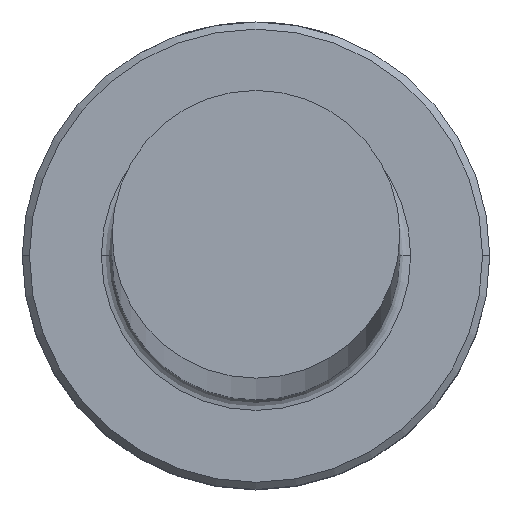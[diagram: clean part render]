
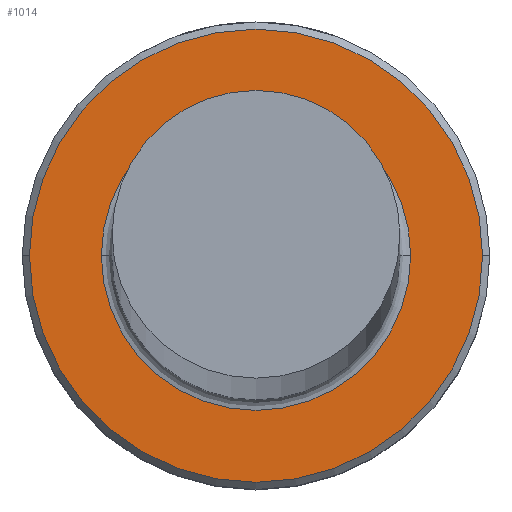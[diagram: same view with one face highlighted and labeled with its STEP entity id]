
A CAD part, top view. The second image highlights one B-rep face of the part: STEP entity #1014.
In plain terms, the highlighted planar face has unit normal (0, 0, 1).
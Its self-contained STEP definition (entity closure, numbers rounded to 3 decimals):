
#22 = CARTESIAN_POINT ( 'NONE',  ( 0., 0., 8. ) ) ;
#35 = AXIS2_PLACEMENT_3D ( 'NONE', #22, #669, #113 ) ;
#43 = EDGE_LOOP ( 'NONE', ( #156, #662 ) ) ;
#85 = EDGE_CURVE ( 'NONE', #1000, #1074, #1075, .T. ) ;
#90 = FACE_OUTER_BOUND ( 'NONE', #330, .T. ) ;
#113 = DIRECTION ( 'NONE',  ( 1., 0., 0. ) ) ;
#124 = CIRCLE ( 'NONE', #1159, 4.3 ) ;
#150 = DIRECTION ( 'NONE',  ( 0., 0., -1. ) ) ;
#156 = ORIENTED_EDGE ( 'NONE', *, *, #334, .T. ) ;
#167 = AXIS2_PLACEMENT_3D ( 'NONE', #708, #150, #806 ) ;
#225 = CARTESIAN_POINT ( 'NONE',  ( 4.3, 0., 8. ) ) ;
#226 = CIRCLE ( 'NONE', #167, 4.3 ) ;
#308 = FACE_BOUND ( 'NONE', #43, .T. ) ;
#314 = CARTESIAN_POINT ( 'NONE',  ( 6.3, 0., 8. ) ) ;
#318 = DIRECTION ( 'NONE',  ( 0., 0., 1. ) ) ;
#330 = EDGE_LOOP ( 'NONE', ( #434, #1081 ) ) ;
#334 = EDGE_CURVE ( 'NONE', #765, #472, #124, .T. ) ;
#380 = CARTESIAN_POINT ( 'NONE',  ( -6.3, 0., 8. ) ) ;
#414 = AXIS2_PLACEMENT_3D ( 'NONE', #553, #550, #460 ) ;
#434 = ORIENTED_EDGE ( 'NONE', *, *, #85, .T. ) ;
#460 = DIRECTION ( 'NONE',  ( 1., 0., 0. ) ) ;
#472 = VERTEX_POINT ( 'NONE', #225 ) ;
#520 = DIRECTION ( 'NONE',  ( -1., 0., 0. ) ) ;
#543 = CIRCLE ( 'NONE', #1032, 6.3 ) ;
#550 = DIRECTION ( 'NONE',  ( 0., 0., 1. ) ) ;
#553 = CARTESIAN_POINT ( 'NONE',  ( 0., 0., 8. ) ) ;
#605 = DIRECTION ( 'NONE',  ( 0., 0., -1. ) ) ;
#609 = CARTESIAN_POINT ( 'NONE',  ( 0., 0., 8. ) ) ;
#662 = ORIENTED_EDGE ( 'NONE', *, *, #1179, .T. ) ;
#665 = PLANE ( 'NONE',  #35 ) ;
#669 = DIRECTION ( 'NONE',  ( 0., 0., 1. ) ) ;
#705 = EDGE_CURVE ( 'NONE', #1074, #1000, #543, .T. ) ;
#708 = CARTESIAN_POINT ( 'NONE',  ( 0., 0., 8. ) ) ;
#765 = VERTEX_POINT ( 'NONE', #1079 ) ;
#806 = DIRECTION ( 'NONE',  ( -1., 0., 0. ) ) ;
#886 = CARTESIAN_POINT ( 'NONE',  ( 0., 0., 8. ) ) ;
#981 = DIRECTION ( 'NONE',  ( 1., 0., 0. ) ) ;
#1000 = VERTEX_POINT ( 'NONE', #380 ) ;
#1014 = ADVANCED_FACE ( 'NONE', ( #90, #308 ), #665, .T. ) ;
#1032 = AXIS2_PLACEMENT_3D ( 'NONE', #886, #318, #981 ) ;
#1074 = VERTEX_POINT ( 'NONE', #314 ) ;
#1075 = CIRCLE ( 'NONE', #414, 6.3 ) ;
#1079 = CARTESIAN_POINT ( 'NONE',  ( -4.3, 0., 8. ) ) ;
#1081 = ORIENTED_EDGE ( 'NONE', *, *, #705, .T. ) ;
#1159 = AXIS2_PLACEMENT_3D ( 'NONE', #609, #605, #520 ) ;
#1179 = EDGE_CURVE ( 'NONE', #472, #765, #226, .T. ) ;
